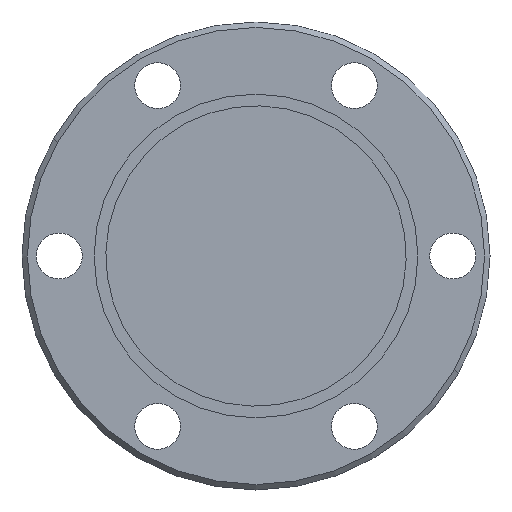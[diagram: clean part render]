
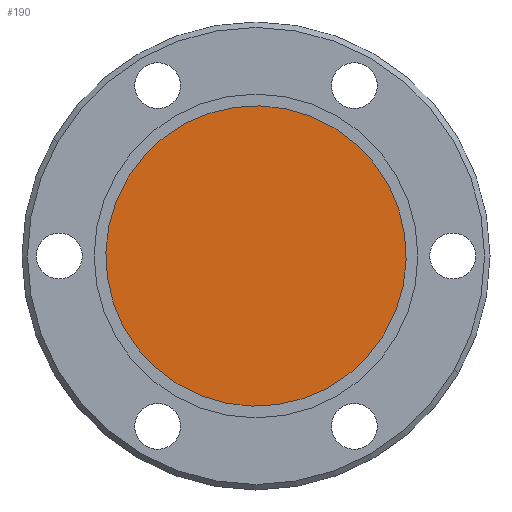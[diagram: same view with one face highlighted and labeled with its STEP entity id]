
A CAD part, front view. The second image highlights one B-rep face of the part: STEP entity #190.
In plain terms, the highlighted planar face has unit normal (0, -1, 0).
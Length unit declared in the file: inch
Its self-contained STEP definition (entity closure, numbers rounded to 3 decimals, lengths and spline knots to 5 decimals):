
#162 = EDGE_CURVE ( 'NONE', #1408, #1644, #596, .T. ) ;
#190 = ADVANCED_FACE ( 'NONE', ( #1604 ), #1355, .T. ) ;
#388 = ORIENTED_EDGE ( 'NONE', *, *, #162, .T. ) ;
#393 = EDGE_LOOP ( 'NONE', ( #410, #388 ) ) ;
#410 = ORIENTED_EDGE ( 'NONE', *, *, #960, .T. ) ;
#596 = CIRCLE ( 'NONE', #789, 0.8825 ) ;
#733 = AXIS2_PLACEMENT_3D ( 'NONE', #1607, #1596, #1597 ) ;
#789 = AXIS2_PLACEMENT_3D ( 'NONE', #1475, #1593, #1592 ) ;
#960 = EDGE_CURVE ( 'NONE', #1644, #1408, #974, .T. ) ;
#974 = CIRCLE ( 'NONE', #980, 0.8825 ) ;
#980 = AXIS2_PLACEMENT_3D ( 'NONE', #1817, #1816, #1820 ) ;
#1355 = PLANE ( 'NONE',  #733 ) ;
#1408 = VERTEX_POINT ( 'NONE', #1692 ) ;
#1475 = CARTESIAN_POINT ( 'NONE',  ( 0., -0.396, 0. ) ) ;
#1592 = DIRECTION ( 'NONE',  ( 0., 0., -1. ) ) ;
#1593 = DIRECTION ( 'NONE',  ( 0., -1., 0. ) ) ;
#1596 = DIRECTION ( 'NONE',  ( 0., -1., 0. ) ) ;
#1597 = DIRECTION ( 'NONE',  ( 0., 0., -1. ) ) ;
#1604 = FACE_OUTER_BOUND ( 'NONE', #393, .T. ) ;
#1607 = CARTESIAN_POINT ( 'NONE',  ( 0., -0.396, 0. ) ) ;
#1644 = VERTEX_POINT ( 'NONE', #1745 ) ;
#1692 = CARTESIAN_POINT ( 'NONE',  ( -0.41781, -0.396, 0.77733 ) ) ;
#1745 = CARTESIAN_POINT ( 'NONE',  ( 0.41781, -0.396, -0.77733 ) ) ;
#1816 = DIRECTION ( 'NONE',  ( 0., -1., 0. ) ) ;
#1817 = CARTESIAN_POINT ( 'NONE',  ( 0., -0.396, 0. ) ) ;
#1820 = DIRECTION ( 'NONE',  ( 0., 0., -1. ) ) ;
